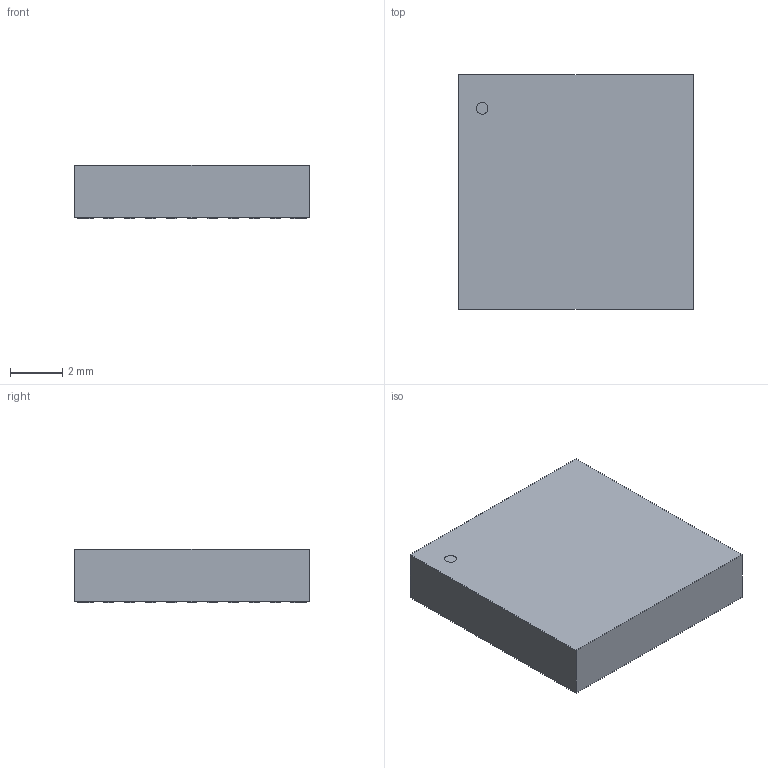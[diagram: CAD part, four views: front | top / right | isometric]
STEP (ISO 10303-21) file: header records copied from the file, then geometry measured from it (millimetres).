
FILE_DESCRIPTION(('STEP AP214'),'1');
FILE_NAME('LCC36_HMC6343_HNW','2025-10-02T05:37:36',(''),(''),'','','');
FILE_SCHEMA(('AUTOMOTIVE_DESIGN'));
Length unit declared in the file: millimetre
Products named in the file (1): product
Bounding box: 8.99 x 8.99 x 2.06 mm (x, y, z)
Volume: 162.6 mm3; surface area: 254.5 mm2
Topology: 38 solids, 38 shells, 225 faces, 447 edges, 298 vertices
Faces by surface type: plane 224, cylinder 1
Full cylindrical faces by diameter (mm): 0.45 x1
Entity records: 5557 total; most frequent: DIRECTION 902, ORIENTED_EDGE 892, CARTESIAN_POINT 527, EDGE_CURVE 446, LINE 444, VECTOR 444, VERTEX_POINT 298, AXIS2_PLACEMENT_3D 229
